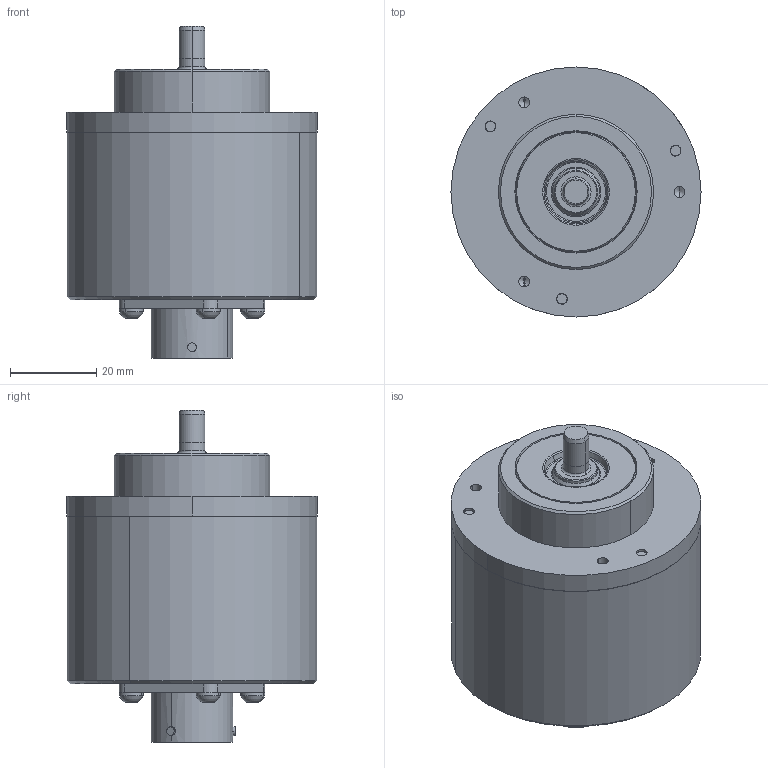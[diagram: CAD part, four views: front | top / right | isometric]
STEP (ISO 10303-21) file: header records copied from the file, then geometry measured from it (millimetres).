
FILE_DESCRIPTION((''),'2;1');
FILE_NAME('577444','2010-11-10T',('se2802'),(''),'PRO/ENGINEER BY PARAMETRIC TECHNOLOGY CORPORATION, 2010180','PRO/ENGINEER BY PARAMETRIC TECHNOLOGY CORPORATION, 2010180','');
FILE_SCHEMA(('CONFIG_CONTROL_DESIGN'));
Length unit declared in the file: millimetre
Products named in the file (1): 577444
Bounding box: 58 x 58 x 77 mm (x, y, z)
Volume: 126112.2 mm3; surface area: 18395 mm2
Topology: 1 solids, 3 shells, 932 faces, 2493 edges, 1641 vertices
Faces by surface type: extrusion 324, plane 301, cylinder 241, cone 28, torus 24, sphere 14
Entity records: 33602 total; most frequent: CARTESIAN_POINT 11261, ORIENTED_EDGE 4974, DIRECTION 3883, EDGE_CURVE 2487, VERTEX_POINT 1641, VECTOR 1315, AXIS2_PLACEMENT_3D 1284, B_SPLINE_CURVE_WITH_KNOTS 1144
